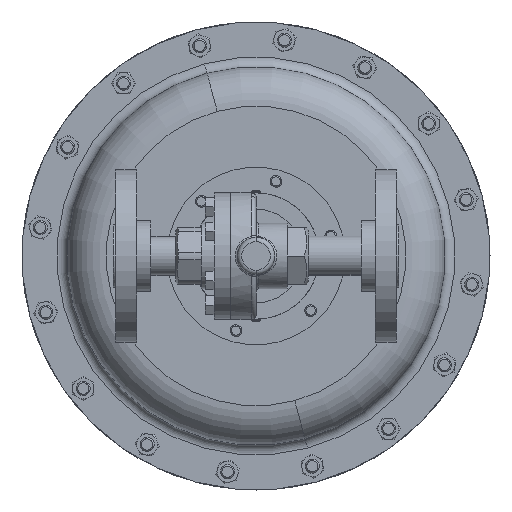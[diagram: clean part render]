
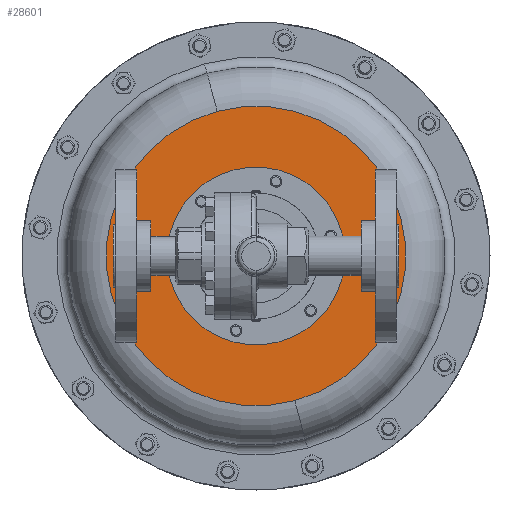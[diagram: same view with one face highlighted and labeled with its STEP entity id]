
A CAD part, front view. The second image highlights one B-rep face of the part: STEP entity #28601.
In plain terms, the highlighted planar face has unit normal (0, -1, 0).
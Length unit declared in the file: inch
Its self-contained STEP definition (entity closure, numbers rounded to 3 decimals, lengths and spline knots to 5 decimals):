
#38 = EDGE_CURVE ( 'NONE', #23844, #18856, #3433, .T. ) ;
#998 = AXIS2_PLACEMENT_3D ( 'NONE', #15627, #22702, #16241 ) ;
#1485 = ORIENTED_EDGE ( 'NONE', *, *, #5022, .T. ) ;
#3433 = CIRCLE ( 'NONE', #19309, 4. ) ;
#3489 = CIRCLE ( 'NONE', #23004, 4. ) ;
#3548 = DIRECTION ( 'NONE',  ( 0., 1., 0. ) ) ;
#3650 = FACE_OUTER_BOUND ( 'NONE', #23805, .T. ) ;
#3690 = CARTESIAN_POINT ( 'NONE',  ( 5.41313, 9.31137, 4.3154 ) ) ;
#3859 = ORIENTED_EDGE ( 'NONE', *, *, #13458, .T. ) ;
#5022 = EDGE_CURVE ( 'NONE', #14501, #7957, #5332, .T. ) ;
#5332 = CIRCLE ( 'NONE', #998, 2.375 ) ;
#5710 = DIRECTION ( 'NONE',  ( -0.259, 0., 0.966 ) ) ;
#7726 = CARTESIAN_POINT ( 'NONE',  ( 2.5847, 9.31137, -0.58358 ) ) ;
#7957 = VERTEX_POINT ( 'NONE', #12521 ) ;
#9461 = DIRECTION ( 'NONE',  ( 0., 1., 0. ) ) ;
#9541 = FACE_BOUND ( 'NONE', #23360, .T. ) ;
#10403 = DIRECTION ( 'NONE',  ( 0., -1., 0. ) ) ;
#12521 = CARTESIAN_POINT ( 'NONE',  ( -0.12996, 9.31137, 1.60074 ) ) ;
#13220 = CARTESIAN_POINT ( 'NONE',  ( 1.54942, 9.31137, 3.28012 ) ) ;
#13458 = EDGE_CURVE ( 'NONE', #7957, #14501, #16998, .T. ) ;
#14501 = VERTEX_POINT ( 'NONE', #15670 ) ;
#15495 = DIRECTION ( 'NONE',  ( -0.259, 0., 0.966 ) ) ;
#15627 = CARTESIAN_POINT ( 'NONE',  ( 1.54942, 9.31137, 3.28012 ) ) ;
#15670 = CARTESIAN_POINT ( 'NONE',  ( 3.2288, 9.31137, 4.9595 ) ) ;
#16241 = DIRECTION ( 'NONE',  ( 0.707, 0., 0.707 ) ) ;
#16998 = CIRCLE ( 'NONE', #27928, 2.375 ) ;
#18386 = EDGE_CURVE ( 'NONE', #18856, #23844, #3489, .T. ) ;
#18856 = VERTEX_POINT ( 'NONE', #19839 ) ;
#18961 = ORIENTED_EDGE ( 'NONE', *, *, #18386, .F. ) ;
#19309 = AXIS2_PLACEMENT_3D ( 'NONE', #21143, #3548, #5710 ) ;
#19839 = CARTESIAN_POINT ( 'NONE',  ( 0.51415, 9.31137, 7.14382 ) ) ;
#21143 = CARTESIAN_POINT ( 'NONE',  ( 1.54942, 9.31137, 3.28012 ) ) ;
#22702 = DIRECTION ( 'NONE',  ( 0., 1., 0. ) ) ;
#22916 = ORIENTED_EDGE ( 'NONE', *, *, #38, .F. ) ;
#23004 = AXIS2_PLACEMENT_3D ( 'NONE', #13220, #29111, #15495 ) ;
#23065 = CARTESIAN_POINT ( 'NONE',  ( 1.54942, 9.31137, 3.28012 ) ) ;
#23360 = EDGE_LOOP ( 'NONE', ( #3859, #1485 ) ) ;
#23805 = EDGE_LOOP ( 'NONE', ( #18961, #22916 ) ) ;
#23844 = VERTEX_POINT ( 'NONE', #7726 ) ;
#25397 = DIRECTION ( 'NONE',  ( 0.707, 0., 0.707 ) ) ;
#26326 = DIRECTION ( 'NONE',  ( 0.259, 0., -0.966 ) ) ;
#26330 = AXIS2_PLACEMENT_3D ( 'NONE', #3690, #10403, #26326 ) ;
#27928 = AXIS2_PLACEMENT_3D ( 'NONE', #23065, #9461, #25397 ) ;
#28482 = PLANE ( 'NONE',  #26330 ) ;
#28601 = ADVANCED_FACE ( 'NONE', ( #3650, #9541 ), #28482, .T. ) ;
#29111 = DIRECTION ( 'NONE',  ( 0., 1., 0. ) ) ;
